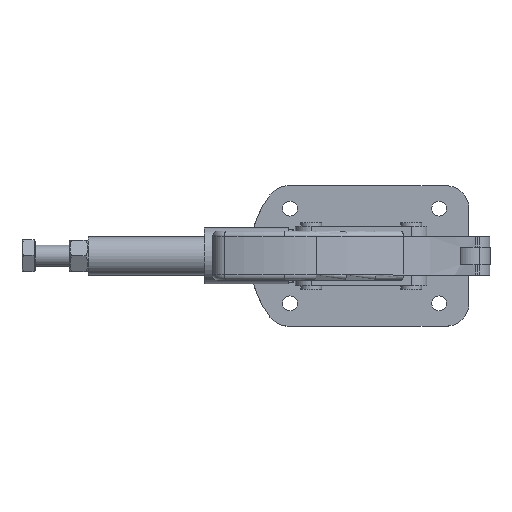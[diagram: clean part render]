
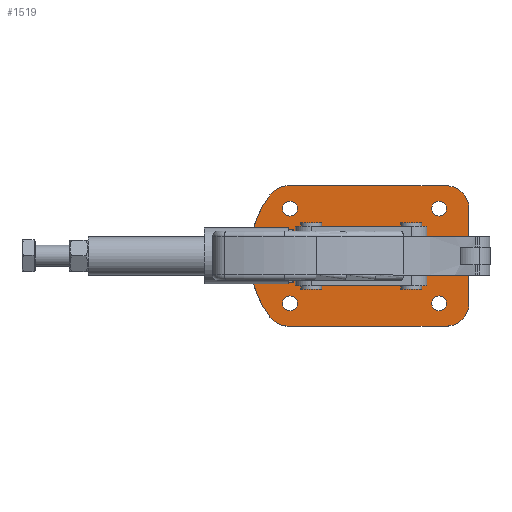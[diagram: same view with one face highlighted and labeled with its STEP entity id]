
A CAD part, top view. The second image highlights one B-rep face of the part: STEP entity #1519.
In plain terms, the highlighted planar face has unit normal (0, 0, 1).
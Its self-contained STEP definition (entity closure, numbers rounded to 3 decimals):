
#161=CARTESIAN_POINT('',(27.0,8.,8.));
#162=VERTEX_POINT('',#161);
#176=CARTESIAN_POINT('',(27.0,-8.,8.));
#177=VERTEX_POINT('',#176);
#178=CARTESIAN_POINT('',(27.0,8.,8.));
#179=DIRECTION('',(0.0,-1.0,0.0));
#180=VECTOR('',#179,16.0);
#181=LINE('',#178,#180);
#182=EDGE_CURVE('',#162,#177,#181,.T.);
#405=CARTESIAN_POINT('',(11.6,-34.8,8.0));
#406=VERTEX_POINT('',#405);
#413=CARTESIAN_POINT('',(1.973,-15.0,8.0));
#414=VERTEX_POINT('',#413);
#415=CARTESIAN_POINT('',(58.,0.,8.0));
#416=DIRECTION('',(0.0,0.0,-1.0));
#417=DIRECTION('',(-1.0,0.0,0.0));
#418=AXIS2_PLACEMENT_3D('',#415,#416,#417);
#419=CIRCLE('',#418,58.);
#420=EDGE_CURVE('',#406,#414,#419,.T.);
#479=CARTESIAN_POINT('',(16.186,-38.628,8.0));
#480=VERTEX_POINT('',#479);
#496=CARTESIAN_POINT('',(22.0,-40.,8.0));
#497=VERTEX_POINT('',#496);
#504=CARTESIAN_POINT('',(22.0,-27.,8.0));
#505=DIRECTION('',(0.0,0.0,-1.0));
#506=DIRECTION('',(-0.447,-0.894,0.0));
#507=AXIS2_PLACEMENT_3D('',#504,#505,#506);
#508=CIRCLE('',#507,13.);
#509=EDGE_CURVE('',#497,#480,#508,.T.);
#521=CARTESIAN_POINT('',(121.192,-36.192,8.0));
#522=VERTEX_POINT('',#521);
#538=CARTESIAN_POINT('',(125.0,-27.,8.0));
#539=VERTEX_POINT('',#538);
#546=CARTESIAN_POINT('',(112.,-27.,8.0));
#547=DIRECTION('',(0.0,0.0,-1.));
#548=DIRECTION('',(0.707,-0.707,0.0));
#549=AXIS2_PLACEMENT_3D('',#546,#547,#548);
#550=CIRCLE('',#549,13.);
#551=EDGE_CURVE('',#539,#522,#550,.T.);
#563=CARTESIAN_POINT('',(121.192,36.192,8.0));
#564=VERTEX_POINT('',#563);
#580=CARTESIAN_POINT('',(112.,40.,8.0));
#581=VERTEX_POINT('',#580);
#588=CARTESIAN_POINT('',(112.,27.,8.0));
#589=DIRECTION('',(0.0,0.0,-1.));
#590=DIRECTION('',(0.707,0.707,0.0));
#591=AXIS2_PLACEMENT_3D('',#588,#589,#590);
#592=CIRCLE('',#591,13.);
#593=EDGE_CURVE('',#581,#564,#592,.T.);
#605=CARTESIAN_POINT('',(16.186,38.628,8.0));
#606=VERTEX_POINT('',#605);
#622=CARTESIAN_POINT('',(11.6,34.8,8.0));
#623=VERTEX_POINT('',#622);
#630=CARTESIAN_POINT('',(22.0,27.0,8.0));
#631=DIRECTION('',(0.0,0.0,-1.));
#632=DIRECTION('',(-0.447,0.894,0.0));
#633=AXIS2_PLACEMENT_3D('',#630,#631,#632);
#634=CIRCLE('',#633,13.);
#635=EDGE_CURVE('',#623,#606,#634,.T.);
#645=CARTESIAN_POINT('',(112.25,-27.,8.0));
#646=VERTEX_POINT('',#645);
#655=CARTESIAN_POINT('',(103.75,-27.,8.0));
#656=VERTEX_POINT('',#655);
#657=CARTESIAN_POINT('',(108.,-27.,8.0));
#658=DIRECTION('',(0.0,0.0,-1.0));
#659=DIRECTION('',(1.0,0.0,0.0));
#660=AXIS2_PLACEMENT_3D('',#657,#658,#659);
#661=CIRCLE('',#660,4.25);
#662=EDGE_CURVE('',#656,#646,#661,.T.);
#687=CARTESIAN_POINT('',(112.25,27.,8.0));
#688=VERTEX_POINT('',#687);
#697=CARTESIAN_POINT('',(103.75,27.,8.0));
#698=VERTEX_POINT('',#697);
#699=CARTESIAN_POINT('',(108.,27.,8.0));
#700=DIRECTION('',(0.0,0.0,-1.0));
#701=DIRECTION('',(1.0,0.0,0.0));
#702=AXIS2_PLACEMENT_3D('',#699,#700,#701);
#703=CIRCLE('',#702,4.25);
#704=EDGE_CURVE('',#698,#688,#703,.T.);
#729=CARTESIAN_POINT('',(27.25,27.,8.0));
#730=VERTEX_POINT('',#729);
#739=CARTESIAN_POINT('',(18.75,27.,8.0));
#740=VERTEX_POINT('',#739);
#741=CARTESIAN_POINT('',(23.,27.,8.0));
#742=DIRECTION('',(0.0,0.0,-1.0));
#743=DIRECTION('',(1.0,0.0,0.0));
#744=AXIS2_PLACEMENT_3D('',#741,#742,#743);
#745=CIRCLE('',#744,4.25);
#746=EDGE_CURVE('',#740,#730,#745,.T.);
#771=CARTESIAN_POINT('',(27.25,-27.,8.0));
#772=VERTEX_POINT('',#771);
#781=CARTESIAN_POINT('',(18.75,-27.,8.0));
#782=VERTEX_POINT('',#781);
#783=CARTESIAN_POINT('',(23.,-27.,8.0));
#784=DIRECTION('',(0.0,0.0,-1.0));
#785=DIRECTION('',(1.0,0.0,0.0));
#786=AXIS2_PLACEMENT_3D('',#783,#784,#785);
#787=CIRCLE('',#786,4.25);
#788=EDGE_CURVE('',#782,#772,#787,.T.);
#1287=CARTESIAN_POINT('',(125.0,-8.,8.0));
#1288=VERTEX_POINT('',#1287);
#1289=CARTESIAN_POINT('',(27.0,-8.,8.));
#1290=DIRECTION('',(1.0,0.0,0.0));
#1291=VECTOR('',#1290,98.0);
#1292=LINE('',#1289,#1291);
#1293=EDGE_CURVE('',#177,#1288,#1292,.T.);
#1318=CARTESIAN_POINT('',(125.0,8.,8.0));
#1319=VERTEX_POINT('',#1318);
#1327=CARTESIAN_POINT('',(125.0,8.,8.0));
#1328=DIRECTION('',(-1.0,0.0,0.0));
#1329=VECTOR('',#1328,98.0);
#1330=LINE('',#1327,#1329);
#1331=EDGE_CURVE('',#1319,#162,#1330,.T.);
#1375=CARTESIAN_POINT('',(11.6,34.8,8.0));
#1376=DIRECTION('',(0.0,0.0,-1.0));
#1377=DIRECTION('',(-1.0,0.0,0.0));
#1378=AXIS2_PLACEMENT_3D('',#1375,#1376,#1377);
#1379=PLANE('',#1378);
#1380=ORIENTED_EDGE('',*,*,#182,.F.);
#1381=ORIENTED_EDGE('',*,*,#1331,.F.);
#1382=CARTESIAN_POINT('',(125.0,27.,8.0));
#1383=VERTEX_POINT('',#1382);
#1384=CARTESIAN_POINT('',(125.0,27.,8.0));
#1385=DIRECTION('',(0.0,-1.0,0.0));
#1386=VECTOR('',#1385,19.);
#1387=LINE('',#1384,#1386);
#1388=EDGE_CURVE('',#1383,#1319,#1387,.T.);
#1389=ORIENTED_EDGE('',*,*,#1388,.F.);
#1390=CARTESIAN_POINT('',(112.,27.,8.0));
#1391=DIRECTION('',(0.0,0.0,-1.));
#1392=DIRECTION('',(0.707,0.707,0.0));
#1393=AXIS2_PLACEMENT_3D('',#1390,#1391,#1392);
#1394=CIRCLE('',#1393,13.);
#1395=EDGE_CURVE('',#564,#1383,#1394,.T.);
#1396=ORIENTED_EDGE('',*,*,#1395,.F.);
#1397=ORIENTED_EDGE('',*,*,#593,.F.);
#1398=CARTESIAN_POINT('',(22.0,40.,8.0));
#1399=VERTEX_POINT('',#1398);
#1400=CARTESIAN_POINT('',(22.0,40.,8.0));
#1401=DIRECTION('',(1.0,0.0,0.0));
#1402=VECTOR('',#1401,90.);
#1403=LINE('',#1400,#1402);
#1404=EDGE_CURVE('',#1399,#581,#1403,.T.);
#1405=ORIENTED_EDGE('',*,*,#1404,.F.);
#1406=CARTESIAN_POINT('',(22.0,27.0,8.0));
#1407=DIRECTION('',(0.0,0.0,-1.));
#1408=DIRECTION('',(-0.447,0.894,0.0));
#1409=AXIS2_PLACEMENT_3D('',#1406,#1407,#1408);
#1410=CIRCLE('',#1409,13.);
#1411=EDGE_CURVE('',#606,#1399,#1410,.T.);
#1412=ORIENTED_EDGE('',*,*,#1411,.F.);
#1413=ORIENTED_EDGE('',*,*,#635,.F.);
#1414=CARTESIAN_POINT('',(1.973,15.,8.0));
#1415=VERTEX_POINT('',#1414);
#1416=CARTESIAN_POINT('',(58.,0.,8.0));
#1417=DIRECTION('',(0.0,0.0,-1.0));
#1418=DIRECTION('',(-1.0,0.0,0.0));
#1419=AXIS2_PLACEMENT_3D('',#1416,#1417,#1418);
#1420=CIRCLE('',#1419,58.);
#1421=EDGE_CURVE('',#1415,#623,#1420,.T.);
#1422=ORIENTED_EDGE('',*,*,#1421,.F.);
#1423=CARTESIAN_POINT('',(25.0,15.,8.0));
#1424=VERTEX_POINT('',#1423);
#1425=CARTESIAN_POINT('',(25.0,15.,8.0));
#1426=DIRECTION('',(-1.0,0.0,0.0));
#1427=VECTOR('',#1426,23.027);
#1428=LINE('',#1425,#1427);
#1429=EDGE_CURVE('',#1424,#1415,#1428,.T.);
#1430=ORIENTED_EDGE('',*,*,#1429,.F.);
#1431=CARTESIAN_POINT('',(25.0,-15.0,8.0));
#1432=VERTEX_POINT('',#1431);
#1433=CARTESIAN_POINT('',(25.0,-15.0,8.0));
#1434=DIRECTION('',(0.0,1.0,0.0));
#1435=VECTOR('',#1434,30.);
#1436=LINE('',#1433,#1435);
#1437=EDGE_CURVE('',#1432,#1424,#1436,.T.);
#1438=ORIENTED_EDGE('',*,*,#1437,.F.);
#1439=CARTESIAN_POINT('',(1.973,-15.0,8.0));
#1440=DIRECTION('',(1.0,0.0,0.0));
#1441=VECTOR('',#1440,23.027);
#1442=LINE('',#1439,#1441);
#1443=EDGE_CURVE('',#414,#1432,#1442,.T.);
#1444=ORIENTED_EDGE('',*,*,#1443,.F.);
#1445=ORIENTED_EDGE('',*,*,#420,.F.);
#1446=CARTESIAN_POINT('',(22.0,-27.,8.0));
#1447=DIRECTION('',(0.0,0.0,-1.0));
#1448=DIRECTION('',(-0.447,-0.894,0.0));
#1449=AXIS2_PLACEMENT_3D('',#1446,#1447,#1448);
#1450=CIRCLE('',#1449,13.);
#1451=EDGE_CURVE('',#480,#406,#1450,.T.);
#1452=ORIENTED_EDGE('',*,*,#1451,.F.);
#1453=ORIENTED_EDGE('',*,*,#509,.F.);
#1454=CARTESIAN_POINT('',(112.,-40.,8.0));
#1455=VERTEX_POINT('',#1454);
#1456=CARTESIAN_POINT('',(112.,-40.,8.0));
#1457=DIRECTION('',(-1.0,0.0,0.0));
#1458=VECTOR('',#1457,90.);
#1459=LINE('',#1456,#1458);
#1460=EDGE_CURVE('',#1455,#497,#1459,.T.);
#1461=ORIENTED_EDGE('',*,*,#1460,.F.);
#1462=CARTESIAN_POINT('',(112.,-27.,8.0));
#1463=DIRECTION('',(0.0,0.0,-1.));
#1464=DIRECTION('',(0.707,-0.707,0.0));
#1465=AXIS2_PLACEMENT_3D('',#1462,#1463,#1464);
#1466=CIRCLE('',#1465,13.);
#1467=EDGE_CURVE('',#522,#1455,#1466,.T.);
#1468=ORIENTED_EDGE('',*,*,#1467,.F.);
#1469=ORIENTED_EDGE('',*,*,#551,.F.);
#1470=CARTESIAN_POINT('',(125.0,-8.,8.0));
#1471=DIRECTION('',(0.0,-1.0,0.0));
#1472=VECTOR('',#1471,19.0);
#1473=LINE('',#1470,#1472);
#1474=EDGE_CURVE('',#1288,#539,#1473,.T.);
#1475=ORIENTED_EDGE('',*,*,#1474,.F.);
#1476=ORIENTED_EDGE('',*,*,#1293,.F.);
#1477=EDGE_LOOP('',(#1380,#1381,#1389,#1396,#1397,#1405,#1412,#1413,#1422,#1430,#1438,#1444,#1445,#1452,#1453,#1461,#1468,#1469,#1475,#1476));
#1478=FACE_OUTER_BOUND('',#1477,.T.);
#1479=CARTESIAN_POINT('',(23.,-27.,8.0));
#1480=DIRECTION('',(0.0,0.0,-1.0));
#1481=DIRECTION('',(1.0,0.0,0.0));
#1482=AXIS2_PLACEMENT_3D('',#1479,#1480,#1481);
#1483=CIRCLE('',#1482,4.25);
#1484=EDGE_CURVE('',#772,#782,#1483,.T.);
#1485=ORIENTED_EDGE('',*,*,#1484,.T.);
#1486=ORIENTED_EDGE('',*,*,#788,.T.);
#1487=EDGE_LOOP('',(#1485,#1486));
#1488=FACE_BOUND('',#1487,.T.);
#1489=CARTESIAN_POINT('',(23.,27.,8.0));
#1490=DIRECTION('',(0.0,0.0,-1.0));
#1491=DIRECTION('',(1.0,0.0,0.0));
#1492=AXIS2_PLACEMENT_3D('',#1489,#1490,#1491);
#1493=CIRCLE('',#1492,4.25);
#1494=EDGE_CURVE('',#730,#740,#1493,.T.);
#1495=ORIENTED_EDGE('',*,*,#1494,.T.);
#1496=ORIENTED_EDGE('',*,*,#746,.T.);
#1497=EDGE_LOOP('',(#1495,#1496));
#1498=FACE_BOUND('',#1497,.T.);
#1499=CARTESIAN_POINT('',(108.,27.,8.0));
#1500=DIRECTION('',(0.0,0.0,-1.0));
#1501=DIRECTION('',(1.0,0.0,0.0));
#1502=AXIS2_PLACEMENT_3D('',#1499,#1500,#1501);
#1503=CIRCLE('',#1502,4.25);
#1504=EDGE_CURVE('',#688,#698,#1503,.T.);
#1505=ORIENTED_EDGE('',*,*,#1504,.T.);
#1506=ORIENTED_EDGE('',*,*,#704,.T.);
#1507=EDGE_LOOP('',(#1505,#1506));
#1508=FACE_BOUND('',#1507,.T.);
#1509=CARTESIAN_POINT('',(108.,-27.,8.0));
#1510=DIRECTION('',(0.0,0.0,-1.0));
#1511=DIRECTION('',(1.0,0.0,0.0));
#1512=AXIS2_PLACEMENT_3D('',#1509,#1510,#1511);
#1513=CIRCLE('',#1512,4.25);
#1514=EDGE_CURVE('',#646,#656,#1513,.T.);
#1515=ORIENTED_EDGE('',*,*,#1514,.T.);
#1516=ORIENTED_EDGE('',*,*,#662,.T.);
#1517=EDGE_LOOP('',(#1515,#1516));
#1518=FACE_BOUND('',#1517,.T.);
#1519=ADVANCED_FACE('',(#1478,#1488,#1498,#1508,#1518),#1379,.F.);
